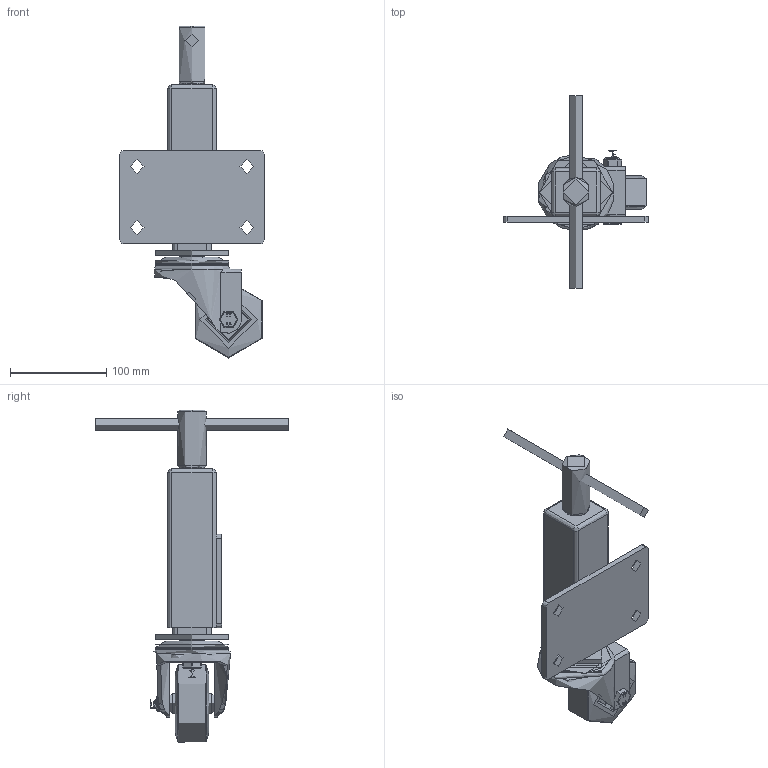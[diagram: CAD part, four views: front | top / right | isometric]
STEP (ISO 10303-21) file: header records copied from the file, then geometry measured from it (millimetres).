
FILE_DESCRIPTION(/* description */ (''),/* implementation_level */ '2;1');
FILE_NAME(/* name */ 'JAZ80SRN.step',/* time_stamp */ '2024-10-30T11:09:43Z',/* author */ (''),/* organization */ (''),/* preprocessor_version */ 'ST-DEVELOPER v20',/* originating_system */ 'Autodesk Translation Framework v13.20.0.188',/* authorisation */ '');
FILE_SCHEMA (('AUTOMOTIVE_DESIGN { 1 0 10303 214 3 1 1 }'));
Products named in the file (36): JAZ80SRN; BZH80ASBH12 v1; ZINC PLATED, PRESSED STEEL TOP PLATE; ZINC PLATED, PRESSED STEEL TOP PLATE Geometry; Pattern; Component1; ZINC PLATED, PRESSED STEEL FORKS; BEARING SEAL; JAZM12 v2; ZINC PLATED BOX JACKING UNIT; BACK PLATE; MAIN BODY; BASE; INNER TUBE; TOP; BZMH80WSRN v1; 65 SHORE A ELASTIC RUBBER TYRE; NYLON RIM; TUBEM12X46X10 v1; ZINC PLATED AXLE TUBE (1); HEXBOLTM10X70Z8.8 v2; GRADE 8.8 THREADED ZINC PLATED BOLT; WP12X18X2BLK v1; NYLON WASHER; WP12X18X2BLK v1 (1); NYLON WASHER (1); NYLOCM10Z v1; NYLOC NUT; RUBBER; NUT; WASHER2966302 v1; SPRING WASHER; NM12JAZ v1; ZINC PLATED NUT; A005238 - JAZBAR v1; A005238
Assembly tree (50 placements, depth 5):
  JAZ80SRN
    BZH80ASBH12 v1
      ZINC PLATED, PRESSED STEEL TOP PLATE
        ZINC PLATED, PRESSED STEEL TOP PLATE Geometry
        Pattern
          Component1  x16
      ZINC PLATED, PRESSED STEEL FORKS
      BEARING SEAL
    JAZM12 v2
      ZINC PLATED BOX JACKING UNIT
        BACK PLATE
        MAIN BODY
        BASE
        INNER TUBE
        TOP
    BZMH80WSRN v1
      65 SHORE A ELASTIC RUBBER TYRE
      NYLON RIM
    TUBEM12X46X10 v1
      ZINC PLATED AXLE TUBE (1)
    HEXBOLTM10X70Z8.8 v2
      GRADE 8.8 THREADED ZINC PLATED BOLT
    WP12X18X2BLK v1
      NYLON WASHER
    WP12X18X2BLK v1 (1)
      NYLON WASHER (1)
    NYLOCM10Z v1
      NYLOC NUT
        RUBBER
        NUT
    WASHER2966302 v1
      SPRING WASHER
    NM12JAZ v1
      ZINC PLATED NUT
    A005238 - JAZBAR v1
      A005238
Bounding box: 150 x 200 x 344.5 mm (x, y, z)
Volume: 593753.9 mm3; surface area: 281325.8 mm2
Topology: 35 solids, 35 shells, 580 faces, 1477 edges, 955 vertices
Faces by surface type: cylinder 290, plane 150, bspline 54, sphere 44, torus 25, cone 17
Full cylindrical faces by diameter (mm): 8.141 x18, 9.836 x21, 9.85 x19, 10 x4, 10.2 x2, 11.834 x22, 11.95 x1, 12 x3, 12.2 x2, 12.5 x3, 13 x1, 14.5 x4, 15.1 x1, 16 x2, 18 x2, 20 x44, 22 x1, 25 x45, 30 x1, 33 x1, 35 x1, 58 x1, 59 x1, 59.5 x2, 66 x1, 73 x1, 75 x1, 76 x2, 80 x1
Entity records: 63448 total; most frequent: CARTESIAN_POINT 49628, ORIENTED_EDGE 2852, DIRECTION 2429, EDGE_CURVE 1426, AXIS2_PLACEMENT_3D 943, VERTEX_POINT 925, EDGE_LOOP 631, ADVANCED_FACE 565
